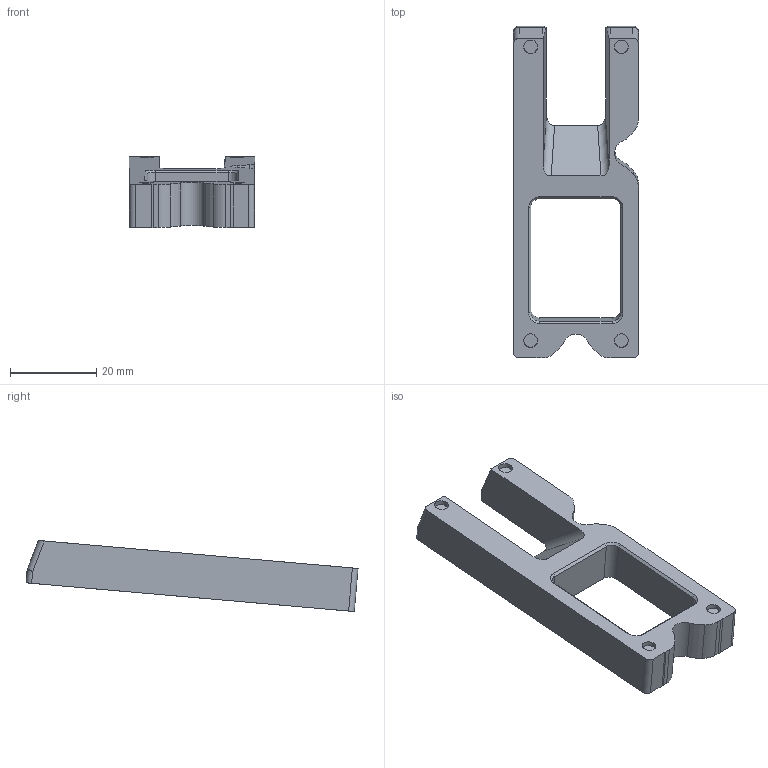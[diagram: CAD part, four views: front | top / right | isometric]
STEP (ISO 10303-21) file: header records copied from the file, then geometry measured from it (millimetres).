
FILE_DESCRIPTION(('STEP AP242'), '1');
FILE_NAME('soroka_v2_LED_spacer', '', ('UNSPECIFIED'), ('UNSPECIFIED'), 'C3D Converter', 'C3D Toolkit', '');
FILE_SCHEMA(('AP242_MANAGED_MODEL_BASED_3D_ENGINEERING_MIM_LF { 1 0 10303 442 1 1 4 }'));
Length unit declared in the file: millimetre
Products named in the file (1): soroka_5degree v65
Bounding box: 28.92 x 76.78 x 16.43 mm (x, y, z)
Volume: 10966.6 mm3; surface area: 6060.4 mm2
Topology: 1 solids, 1 shells, 81 faces, 193 edges, 122 vertices
Faces by surface type: cylinder 38, plane 35, bspline 4, sphere 4
Full cylindrical faces by diameter (mm): 3.1 x4, 3.2 x4
Entity records: 3183 total; most frequent: CARTESIAN_POINT 665, DIRECTION 382, ORIENTED_EDGE 370, EDGE_CURVE 185, AXIS2_PLACEMENT_3D 144, VERTEX_POINT 123, EDGE_LOOP 99, LINE 94
